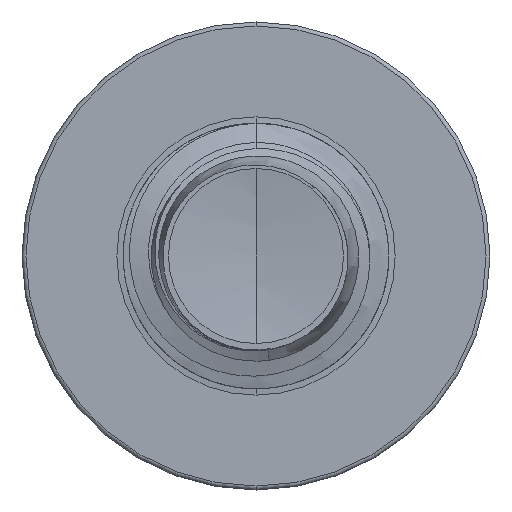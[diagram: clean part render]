
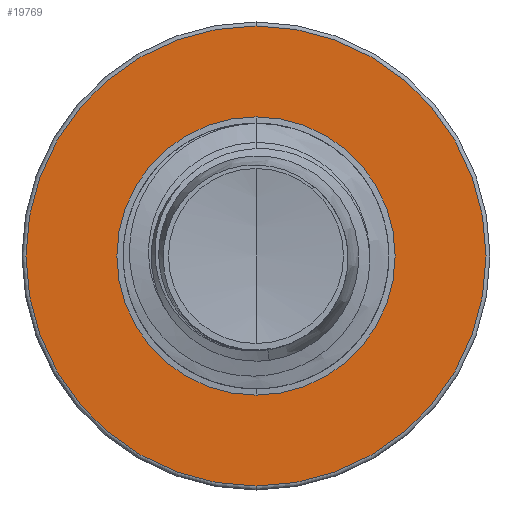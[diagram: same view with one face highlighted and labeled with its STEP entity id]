
A CAD part, front view. The second image highlights one B-rep face of the part: STEP entity #19769.
In plain terms, the highlighted planar face has unit normal (0, -1, 0).
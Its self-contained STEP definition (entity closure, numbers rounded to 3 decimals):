
#548 = DIRECTION ( 'NONE',  ( 0., 0., 1. ) ) ;
#886 = AXIS2_PLACEMENT_3D ( 'NONE', #21088, #2105, #24255 ) ;
#1115 = VERTEX_POINT ( 'NONE', #30183 ) ;
#1755 = AXIS2_PLACEMENT_3D ( 'NONE', #38164, #19588, #548 ) ;
#1811 = FACE_BOUND ( 'NONE', #33088, .T. ) ;
#1821 = FACE_OUTER_BOUND ( 'NONE', #2805, .T. ) ;
#2105 = DIRECTION ( 'NONE',  ( 0., 1., 0. ) ) ;
#2409 = AXIS2_PLACEMENT_3D ( 'NONE', #15560, #37329, #18722 ) ;
#2690 = VERTEX_POINT ( 'NONE', #19869 ) ;
#2770 = AXIS2_PLACEMENT_3D ( 'NONE', #6058, #28062, #9221 ) ;
#2805 = EDGE_LOOP ( 'NONE', ( #26171, #17439 ) ) ;
#3546 = CARTESIAN_POINT ( 'NONE',  ( 0., 40., -4.192 ) ) ;
#3757 = AXIS2_PLACEMENT_3D ( 'NONE', #3546, #31859, #13092 ) ;
#4103 = CIRCLE ( 'NONE', #2409, 6.93 ) ;
#6058 = CARTESIAN_POINT ( 'NONE',  ( 0., 40., 0. ) ) ;
#9221 = DIRECTION ( 'NONE',  ( 0., 0., 1. ) ) ;
#11135 = CARTESIAN_POINT ( 'NONE',  ( 0., 40., -4.192 ) ) ;
#11171 = CARTESIAN_POINT ( 'NONE',  ( 0., 40., 4.192 ) ) ;
#13092 = DIRECTION ( 'NONE',  ( 0., 0., 1. ) ) ;
#15560 = CARTESIAN_POINT ( 'NONE',  ( 0., 40., 0. ) ) ;
#17439 = ORIENTED_EDGE ( 'NONE', *, *, #20966, .F. ) ;
#18722 = DIRECTION ( 'NONE',  ( 0., 0., 1. ) ) ;
#19018 = ORIENTED_EDGE ( 'NONE', *, *, #22283, .T. ) ;
#19316 = PLANE ( 'NONE',  #3757 ) ;
#19588 = DIRECTION ( 'NONE',  ( 0., 1., 0. ) ) ;
#19769 = ADVANCED_FACE ( 'NONE', ( #1821, #1811 ), #19316, .F. ) ;
#19869 = CARTESIAN_POINT ( 'NONE',  ( 0., 40., -6.93 ) ) ;
#20904 = EDGE_CURVE ( 'NONE', #37087, #32004, #27922, .T. ) ;
#20966 = EDGE_CURVE ( 'NONE', #2690, #1115, #4103, .T. ) ;
#21088 = CARTESIAN_POINT ( 'NONE',  ( 0., 40., 0. ) ) ;
#22283 = EDGE_CURVE ( 'NONE', #32004, #37087, #30345, .T. ) ;
#22827 = EDGE_CURVE ( 'NONE', #1115, #2690, #38084, .T. ) ;
#24255 = DIRECTION ( 'NONE',  ( 0., 0., 1. ) ) ;
#26171 = ORIENTED_EDGE ( 'NONE', *, *, #22827, .F. ) ;
#27922 = CIRCLE ( 'NONE', #2770, 4.192 ) ;
#28062 = DIRECTION ( 'NONE',  ( 0., 1., 0. ) ) ;
#30183 = CARTESIAN_POINT ( 'NONE',  ( 0., 40., 6.93 ) ) ;
#30345 = CIRCLE ( 'NONE', #1755, 4.192 ) ;
#31859 = DIRECTION ( 'NONE',  ( 0., 1., 0. ) ) ;
#32004 = VERTEX_POINT ( 'NONE', #11135 ) ;
#33088 = EDGE_LOOP ( 'NONE', ( #34698, #19018 ) ) ;
#34698 = ORIENTED_EDGE ( 'NONE', *, *, #20904, .T. ) ;
#37087 = VERTEX_POINT ( 'NONE', #11171 ) ;
#37329 = DIRECTION ( 'NONE',  ( 0., 1., 0. ) ) ;
#38084 = CIRCLE ( 'NONE', #886, 6.93 ) ;
#38164 = CARTESIAN_POINT ( 'NONE',  ( 0., 40., 0. ) ) ;
